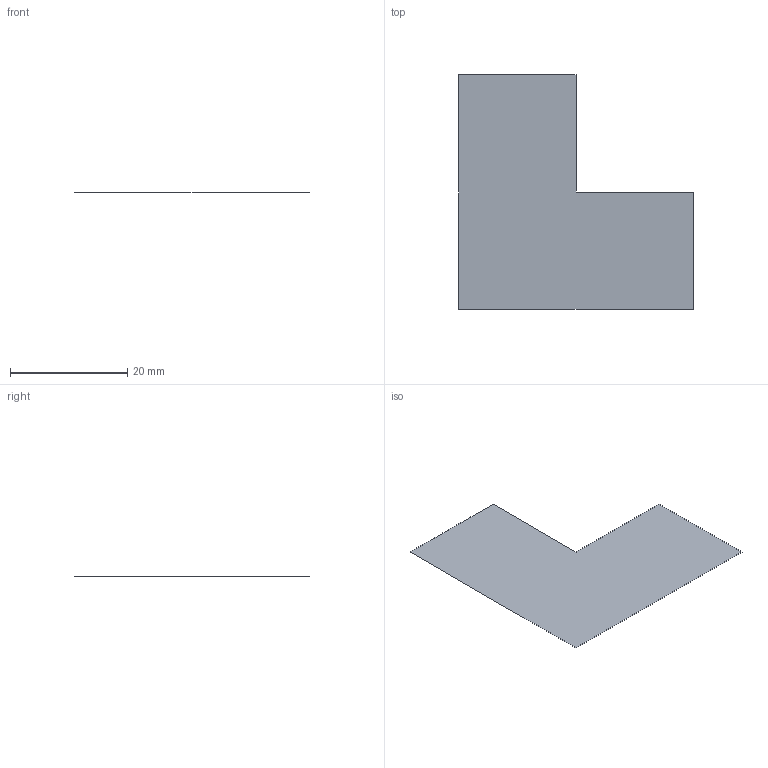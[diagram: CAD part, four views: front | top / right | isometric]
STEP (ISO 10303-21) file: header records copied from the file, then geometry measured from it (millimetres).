
FILE_DESCRIPTION(/* description */ (''),/* implementation_level */ '2;1');
FILE_NAME(/* name */ 'L',/* time_stamp */ '2021-03-20T23:36:00-03:00',/* author */ ('Tarcisio Ladeia de Oliveira'),/* organization */ ('University of Sao Paulo'),/* preprocessor_version */ 'ST-DEVELOPER v16',/* originating_system */ 'DEX',/* authorisation */ ''$);
FILE_SCHEMA (('AUTOMOTIVE_DESIGN {1 0 10303 214 3 1 1}'));
Length unit declared in the file: millimetre
Products named in the file (1): L
Bounding box: 40 x 40 x 0 mm (x, y, z)
Surface area: 1200 mm2 (no closed solid volume)
Topology: 0 solids, 1 shells, 1 faces, 8 edges, 8 vertices
Faces by surface type: plane 1
Entity records: 110 total; most frequent: CARTESIAN_POINT 18, DIRECTION 12, ORIENTED_EDGE 8, EDGE_CURVE 8, VERTEX_POINT 8, LINE 8, VECTOR 8, PROPERTY_DEFINITION_REPRESENTATION 2
